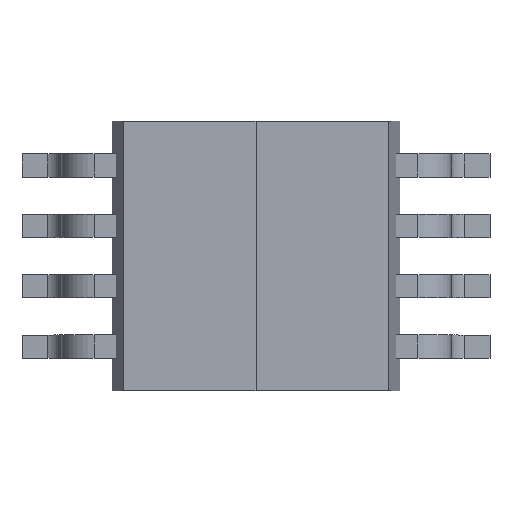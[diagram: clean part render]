
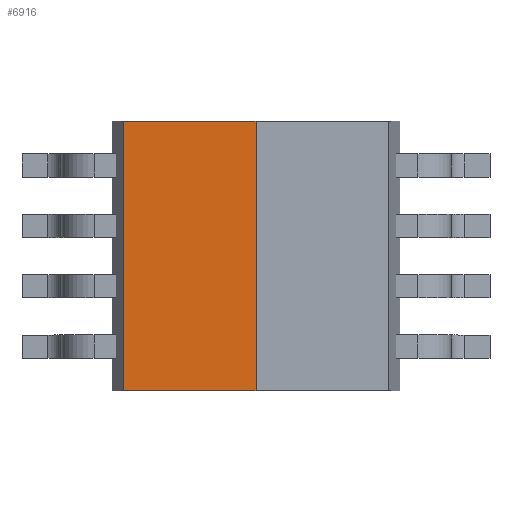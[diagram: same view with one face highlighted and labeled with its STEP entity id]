
A CAD part, top view. The second image highlights one B-rep face of the part: STEP entity #6916.
In plain terms, the highlighted planar face has unit normal (0, 0, 1).
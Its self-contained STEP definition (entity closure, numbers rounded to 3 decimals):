
#6916 = ADVANCED_FACE('',(#6917),#6931,.T.);
#6917 = FACE_BOUND('',#6918,.T.);
#6918 = EDGE_LOOP('',(#6919,#6954,#6982,#7010));
#6919 = ORIENTED_EDGE('',*,*,#6920,.T.);
#6920 = EDGE_CURVE('',#6921,#6923,#6925,.T.);
#6921 = VERTEX_POINT('',#6922);
#6922 = CARTESIAN_POINT('',(-1.427,1.45,1.1));
#6923 = VERTEX_POINT('',#6924);
#6924 = CARTESIAN_POINT('',(-1.427,-1.45,1.1));
#6925 = SURFACE_CURVE('',#6926,(#6930,#6942),.PCURVE_S1.);
#6926 = LINE('',#6927,#6928);
#6927 = CARTESIAN_POINT('',(-1.427,1.45,1.1));
#6928 = VECTOR('',#6929,1.);
#6929 = DIRECTION('',(0.,-1.,0.));
#6930 = PCURVE('',#6931,#6936);
#6931 = PLANE('',#6932);
#6932 = AXIS2_PLACEMENT_3D('',#6933,#6934,#6935);
#6933 = CARTESIAN_POINT('',(-1.427,1.45,1.1));
#6934 = DIRECTION('',(0.,0.,1.));
#6935 = DIRECTION('',(1.,0.,0.));
#6936 = DEFINITIONAL_REPRESENTATION('',(#6937),#6941);
#6937 = LINE('',#6938,#6939);
#6938 = CARTESIAN_POINT('',(0.,0.));
#6939 = VECTOR('',#6940,1.);
#6940 = DIRECTION('',(0.,-1.));
#6941 = ( GEOMETRIC_REPRESENTATION_CONTEXT(2) 
PARAMETRIC_REPRESENTATION_CONTEXT() REPRESENTATION_CONTEXT('2D SPACE',''
  ) );
#6942 = PCURVE('',#6943,#6948);
#6943 = PLANE('',#6944);
#6944 = AXIS2_PLACEMENT_3D('',#6945,#6946,#6947);
#6945 = CARTESIAN_POINT('',(-1.427,1.45,1.1));
#6946 = DIRECTION('',(0.975,0.,-0.223)
  );
#6947 = DIRECTION('',(-0.223,0.,-0.975)
  );
#6948 = DEFINITIONAL_REPRESENTATION('',(#6949),#6953);
#6949 = LINE('',#6950,#6951);
#6950 = CARTESIAN_POINT('',(0.,0.));
#6951 = VECTOR('',#6952,1.);
#6952 = DIRECTION('',(0.,-1.));
#6953 = ( GEOMETRIC_REPRESENTATION_CONTEXT(2) 
PARAMETRIC_REPRESENTATION_CONTEXT() REPRESENTATION_CONTEXT('2D SPACE',''
  ) );
#6954 = ORIENTED_EDGE('',*,*,#6955,.T.);
#6955 = EDGE_CURVE('',#6923,#6956,#6958,.T.);
#6956 = VERTEX_POINT('',#6957);
#6957 = CARTESIAN_POINT('',(0.,-1.45,1.1));
#6958 = SURFACE_CURVE('',#6959,(#6963,#6970),.PCURVE_S1.);
#6959 = LINE('',#6960,#6961);
#6960 = CARTESIAN_POINT('',(-1.427,-1.45,1.1));
#6961 = VECTOR('',#6962,1.);
#6962 = DIRECTION('',(1.,0.,0.));
#6963 = PCURVE('',#6931,#6964);
#6964 = DEFINITIONAL_REPRESENTATION('',(#6965),#6969);
#6965 = LINE('',#6966,#6967);
#6966 = CARTESIAN_POINT('',(0.,-2.9));
#6967 = VECTOR('',#6968,1.);
#6968 = DIRECTION('',(1.,0.));
#6969 = ( GEOMETRIC_REPRESENTATION_CONTEXT(2) 
PARAMETRIC_REPRESENTATION_CONTEXT() REPRESENTATION_CONTEXT('2D SPACE',''
  ) );
#6970 = PCURVE('',#6971,#6976);
#6971 = PLANE('',#6972);
#6972 = AXIS2_PLACEMENT_3D('',#6973,#6974,#6975);
#6973 = CARTESIAN_POINT('',(0.,-1.45,0.622));
#6974 = DIRECTION('',(0.,1.,0.));
#6975 = DIRECTION('',(0.,0.,1.));
#6976 = DEFINITIONAL_REPRESENTATION('',(#6977),#6981);
#6977 = LINE('',#6978,#6979);
#6978 = CARTESIAN_POINT('',(0.478,-1.427));
#6979 = VECTOR('',#6980,1.);
#6980 = DIRECTION('',(0.,1.));
#6981 = ( GEOMETRIC_REPRESENTATION_CONTEXT(2) 
PARAMETRIC_REPRESENTATION_CONTEXT() REPRESENTATION_CONTEXT('2D SPACE',''
  ) );
#6982 = ORIENTED_EDGE('',*,*,#6983,.F.);
#6983 = EDGE_CURVE('',#6984,#6956,#6986,.T.);
#6984 = VERTEX_POINT('',#6985);
#6985 = CARTESIAN_POINT('',(0.,1.45,1.1));
#6986 = SURFACE_CURVE('',#6987,(#6991,#6998),.PCURVE_S1.);
#6987 = LINE('',#6988,#6989);
#6988 = CARTESIAN_POINT('',(0.,1.45,1.1));
#6989 = VECTOR('',#6990,1.);
#6990 = DIRECTION('',(0.,-1.,0.));
#6991 = PCURVE('',#6931,#6992);
#6992 = DEFINITIONAL_REPRESENTATION('',(#6993),#6997);
#6993 = LINE('',#6994,#6995);
#6994 = CARTESIAN_POINT('',(1.427,0.));
#6995 = VECTOR('',#6996,1.);
#6996 = DIRECTION('',(0.,-1.));
#6997 = ( GEOMETRIC_REPRESENTATION_CONTEXT(2) 
PARAMETRIC_REPRESENTATION_CONTEXT() REPRESENTATION_CONTEXT('2D SPACE',''
  ) );
#6998 = PCURVE('',#6999,#7004);
#6999 = PLANE('',#7000);
#7000 = AXIS2_PLACEMENT_3D('',#7001,#7002,#7003);
#7001 = CARTESIAN_POINT('',(0.,1.45,1.1));
#7002 = DIRECTION('',(0.,0.,1.));
#7003 = DIRECTION('',(1.,0.,0.));
#7004 = DEFINITIONAL_REPRESENTATION('',(#7005),#7009);
#7005 = LINE('',#7006,#7007);
#7006 = CARTESIAN_POINT('',(0.,0.));
#7007 = VECTOR('',#7008,1.);
#7008 = DIRECTION('',(0.,-1.));
#7009 = ( GEOMETRIC_REPRESENTATION_CONTEXT(2) 
PARAMETRIC_REPRESENTATION_CONTEXT() REPRESENTATION_CONTEXT('2D SPACE',''
  ) );
#7010 = ORIENTED_EDGE('',*,*,#7011,.F.);
#7011 = EDGE_CURVE('',#6921,#6984,#7012,.T.);
#7012 = SURFACE_CURVE('',#7013,(#7017,#7024),.PCURVE_S1.);
#7013 = LINE('',#7014,#7015);
#7014 = CARTESIAN_POINT('',(-1.427,1.45,1.1));
#7015 = VECTOR('',#7016,1.);
#7016 = DIRECTION('',(1.,0.,0.));
#7017 = PCURVE('',#6931,#7018);
#7018 = DEFINITIONAL_REPRESENTATION('',(#7019),#7023);
#7019 = LINE('',#7020,#7021);
#7020 = CARTESIAN_POINT('',(0.,0.));
#7021 = VECTOR('',#7022,1.);
#7022 = DIRECTION('',(1.,0.));
#7023 = ( GEOMETRIC_REPRESENTATION_CONTEXT(2) 
PARAMETRIC_REPRESENTATION_CONTEXT() REPRESENTATION_CONTEXT('2D SPACE',''
  ) );
#7024 = PCURVE('',#7025,#7030);
#7025 = PLANE('',#7026);
#7026 = AXIS2_PLACEMENT_3D('',#7027,#7028,#7029);
#7027 = CARTESIAN_POINT('',(0.,1.45,0.622));
#7028 = DIRECTION('',(0.,1.,0.));
#7029 = DIRECTION('',(0.,0.,1.));
#7030 = DEFINITIONAL_REPRESENTATION('',(#7031),#7035);
#7031 = LINE('',#7032,#7033);
#7032 = CARTESIAN_POINT('',(0.478,-1.427));
#7033 = VECTOR('',#7034,1.);
#7034 = DIRECTION('',(0.,1.));
#7035 = ( GEOMETRIC_REPRESENTATION_CONTEXT(2) 
PARAMETRIC_REPRESENTATION_CONTEXT() REPRESENTATION_CONTEXT('2D SPACE',''
  ) );
